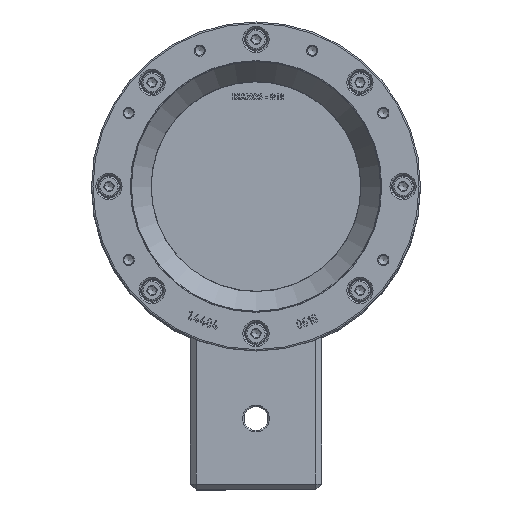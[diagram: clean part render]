
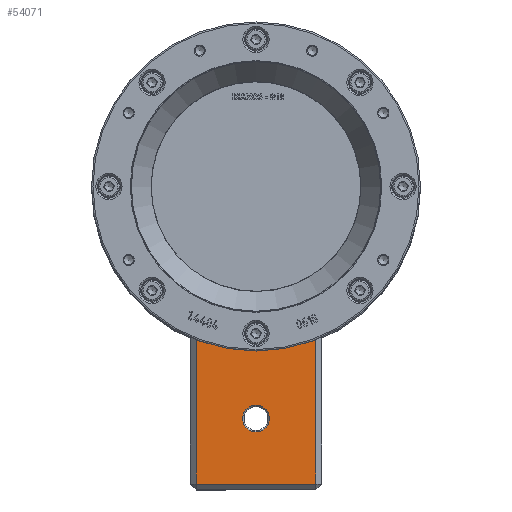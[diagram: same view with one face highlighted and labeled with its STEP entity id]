
A CAD part, top view. The second image highlights one B-rep face of the part: STEP entity #54071.
In plain terms, the highlighted face is planar.
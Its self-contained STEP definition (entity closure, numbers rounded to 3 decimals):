
#700=FACE_BOUND('',#6682,.T.);
#1040=PLANE('',#57845);
#3535=FACE_OUTER_BOUND('',#6681,.T.);
#6681=EDGE_LOOP('',(#36844,#36845,#36846,#36847));
#6682=EDGE_LOOP('',(#36848));
#10067=CIRCLE('',#57840,4.6);
#10071=CIRCLE('',#57846,55.5);
#11512=LINE('',#75904,#16017);
#11513=LINE('',#75908,#16018);
#11514=LINE('',#75909,#16019);
#16017=VECTOR('',#61895,10.);
#16018=VECTOR('',#61898,10.);
#16019=VECTOR('',#61899,10.);
#22805=VERTEX_POINT('',#75890);
#22809=VERTEX_POINT('',#75902);
#22810=VERTEX_POINT('',#75903);
#22811=VERTEX_POINT('',#75905);
#22812=VERTEX_POINT('',#75907);
#28255=EDGE_CURVE('',#22805,#22805,#10067,.T.);
#28261=EDGE_CURVE('',#22809,#22810,#11512,.T.);
#28262=EDGE_CURVE('',#22809,#22811,#10071,.T.);
#28263=EDGE_CURVE('',#22812,#22811,#11513,.T.);
#28264=EDGE_CURVE('',#22810,#22812,#11514,.T.);
#36844=ORIENTED_EDGE('',*,*,#28261,.F.);
#36845=ORIENTED_EDGE('',*,*,#28262,.T.);
#36846=ORIENTED_EDGE('',*,*,#28263,.F.);
#36847=ORIENTED_EDGE('',*,*,#28264,.F.);
#36848=ORIENTED_EDGE('',*,*,#28255,.F.);
#54071=ADVANCED_FACE('',(#3535,#700),#1040,.F.);
#57840=AXIS2_PLACEMENT_3D('',#75891,#61881,#61882);
#57845=AXIS2_PLACEMENT_3D('',#75901,#61893,#61894);
#57846=AXIS2_PLACEMENT_3D('',#75906,#61896,#61897);
#61881=DIRECTION('center_axis',(0.,0.,-1.));
#61882=DIRECTION('ref_axis',(1.,0.,0.));
#61893=DIRECTION('center_axis',(0.,0.,1.));
#61894=DIRECTION('ref_axis',(1.,0.,0.));
#61895=DIRECTION('',(0.,-1.,0.));
#61896=DIRECTION('center_axis',(0.,0.,1.));
#61897=DIRECTION('ref_axis',(-1.,0.,0.));
#61898=DIRECTION('',(0.,1.,0.));
#61899=DIRECTION('',(1.,0.,0.));
#75890=CARTESIAN_POINT('',(-4.6,-79.5,-12.5));
#75891=CARTESIAN_POINT('Origin',(0.,-79.5,-12.5));
#75901=CARTESIAN_POINT('Origin',(0.,-79.424,
-12.5));
#75902=CARTESIAN_POINT('',(-20.5,-51.575,-12.5));
#75903=CARTESIAN_POINT('',(-20.5,-102.,-12.5));
#75904=CARTESIAN_POINT('',(-20.5,-65.079,-12.5));
#75905=CARTESIAN_POINT('',(20.5,-51.575,-12.5));
#75906=CARTESIAN_POINT('Origin',(0.,0.,-12.5));
#75907=CARTESIAN_POINT('',(20.5,-102.,-12.5));
#75908=CARTESIAN_POINT('',(20.5,-91.712,-12.5));
#75909=CARTESIAN_POINT('',(-11.25,-102.,-12.5));
